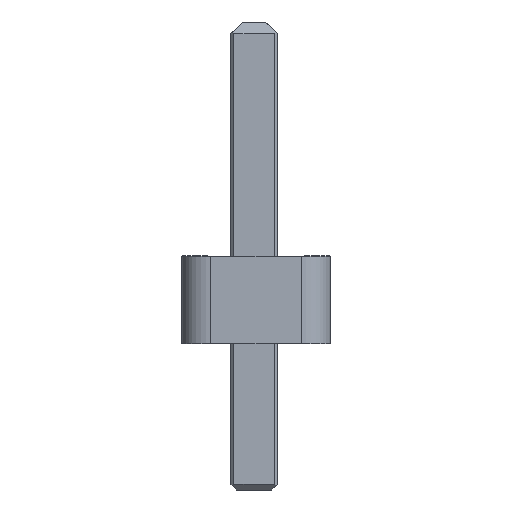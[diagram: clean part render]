
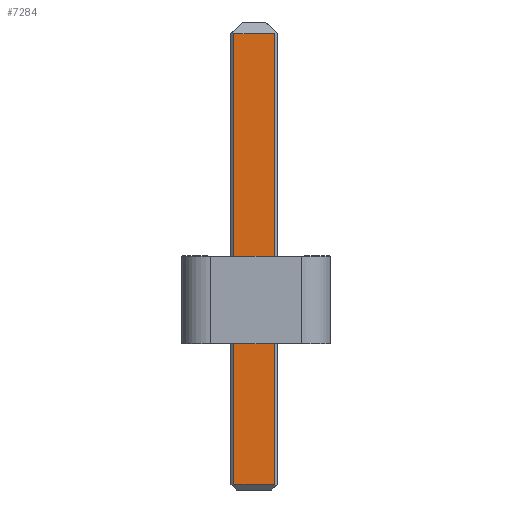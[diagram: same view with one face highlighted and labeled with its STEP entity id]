
A CAD part, left-side view. The second image highlights one B-rep face of the part: STEP entity #7284.
In plain terms, the highlighted planar face has unit normal (-1, 0, 0).
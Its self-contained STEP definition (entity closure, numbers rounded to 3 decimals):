
#612=FACE_OUTER_BOUND('',#1020,.T.);
#1020=EDGE_LOOP('',(#6521,#6522,#6523,#6524));
#1890=LINE('',#11707,#2802);
#1918=LINE('',#11762,#2830);
#1924=LINE('',#11775,#2836);
#1930=LINE('',#11786,#2842);
#2802=VECTOR('',#9639,10.);
#2830=VECTOR('',#9681,10.);
#2836=VECTOR('',#9693,10.);
#2842=VECTOR('',#9703,10.);
#3490=VERTEX_POINT('',#11704);
#3491=VERTEX_POINT('',#11706);
#3511=VERTEX_POINT('',#11760);
#3515=VERTEX_POINT('',#11774);
#4482=EDGE_CURVE('',#3490,#3491,#1890,.T.);
#4510=EDGE_CURVE('',#3511,#3490,#1918,.T.);
#4516=EDGE_CURVE('',#3491,#3515,#1924,.T.);
#4522=EDGE_CURVE('',#3515,#3511,#1930,.T.);
#6521=ORIENTED_EDGE('',*,*,#4482,.F.);
#6522=ORIENTED_EDGE('',*,*,#4510,.F.);
#6523=ORIENTED_EDGE('',*,*,#4522,.F.);
#6524=ORIENTED_EDGE('',*,*,#4516,.F.);
#6888=PLANE('',#7814);
#7284=ADVANCED_FACE('',(#612),#6888,.T.);
#7814=AXIS2_PLACEMENT_3D('',#11790,#9706,#9707);
#9639=DIRECTION('',(0.,1.,0.));
#9681=DIRECTION('',(0.,0.,-1.));
#9693=DIRECTION('',(0.,0.,1.));
#9703=DIRECTION('',(0.,-1.,0.));
#9706=DIRECTION('center_axis',(-1.,0.,0.));
#9707=DIRECTION('ref_axis',(0.,0.,1.));
#11704=CARTESIAN_POINT('',(-14.34,-0.32,-2.4));
#11706=CARTESIAN_POINT('',(-14.34,0.38,-2.4));
#11707=CARTESIAN_POINT('',(-14.34,-0.32,-2.4));
#11760=CARTESIAN_POINT('',(-14.34,-0.32,5.3));
#11762=CARTESIAN_POINT('',(-14.34,-0.32,5.3));
#11774=CARTESIAN_POINT('',(-14.34,0.38,5.3));
#11775=CARTESIAN_POINT('',(-14.34,0.38,-2.4));
#11786=CARTESIAN_POINT('',(-14.34,0.38,5.3));
#11790=CARTESIAN_POINT('Origin',(-14.34,0.03,-2.41));
